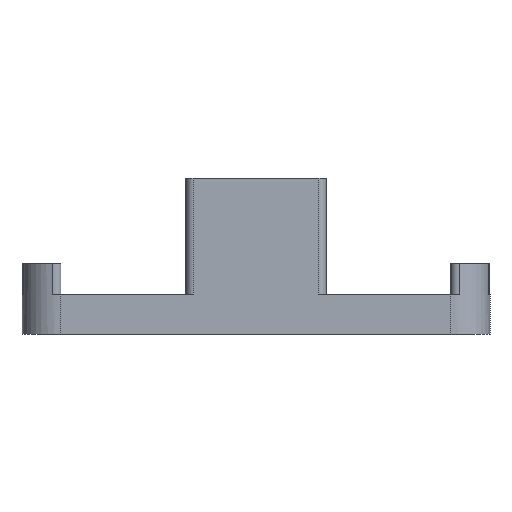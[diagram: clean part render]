
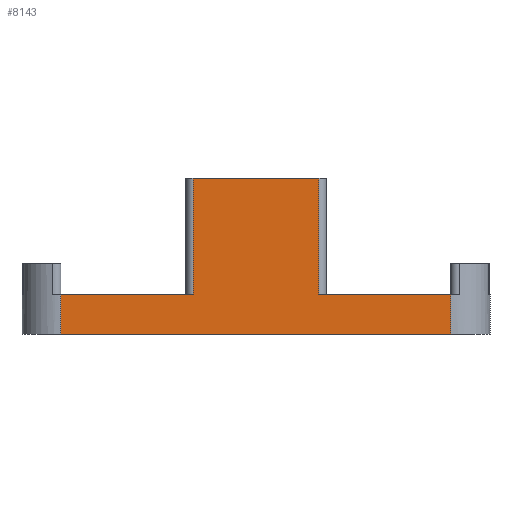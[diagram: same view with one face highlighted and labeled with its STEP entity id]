
A CAD part, left-side view. The second image highlights one B-rep face of the part: STEP entity #8143.
In plain terms, the highlighted planar face has unit normal (-1, 0, 0).
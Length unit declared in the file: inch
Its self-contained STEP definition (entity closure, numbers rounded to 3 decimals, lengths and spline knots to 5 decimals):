
#704=FACE_OUTER_BOUND('',#1166,.T.);
#1166=EDGE_LOOP('',(#5849,#5850,#5851,#5852,#5853,#5854,#5855,#5856));
#1577=LINE('',#10619,#2376);
#1669=LINE('',#10848,#2468);
#1676=LINE('',#10868,#2475);
#1853=LINE('',#11840,#2652);
#1875=LINE('',#11899,#2674);
#1883=LINE('',#11918,#2682);
#1884=LINE('',#11920,#2683);
#1885=LINE('',#11921,#2684);
#2376=VECTOR('',#9033,2.5);
#2468=VECTOR('',#9231,0.84725);
#2475=VECTOR('',#9246,0.84725);
#2652=VECTOR('',#9523,0.25);
#2674=VECTOR('',#9593,0.75);
#2682=VECTOR('',#9613,0.75);
#2683=VECTOR('',#9616,0.25);
#2684=VECTOR('',#9617,0.8055);
#3171=VERTEX_POINT('',#10616);
#3172=VERTEX_POINT('',#10618);
#3255=VERTEX_POINT('',#10845);
#3256=VERTEX_POINT('',#10847);
#3264=VERTEX_POINT('',#10865);
#3265=VERTEX_POINT('',#10867);
#3571=VERTEX_POINT('',#11897);
#3576=VERTEX_POINT('',#11916);
#3966=EDGE_CURVE('',#3172,#3171,#1577,.T.);
#4083=EDGE_CURVE('',#3255,#3256,#1669,.T.);
#4094=EDGE_CURVE('',#3264,#3265,#1676,.T.);
#4417=EDGE_CURVE('',#3172,#3255,#1853,.T.);
#4446=EDGE_CURVE('',#3571,#3264,#1875,.T.);
#4456=EDGE_CURVE('',#3256,#3576,#1883,.T.);
#4457=EDGE_CURVE('',#3265,#3171,#1884,.T.);
#4458=EDGE_CURVE('',#3571,#3576,#1885,.T.);
#5849=ORIENTED_EDGE('',*,*,#3966,.T.);
#5850=ORIENTED_EDGE('',*,*,#4457,.F.);
#5851=ORIENTED_EDGE('',*,*,#4094,.F.);
#5852=ORIENTED_EDGE('',*,*,#4446,.F.);
#5853=ORIENTED_EDGE('',*,*,#4458,.T.);
#5854=ORIENTED_EDGE('',*,*,#4456,.F.);
#5855=ORIENTED_EDGE('',*,*,#4083,.F.);
#5856=ORIENTED_EDGE('',*,*,#4417,.F.);
#7426=PLANE('',#8664);
#8143=ADVANCED_FACE('',(#704),#7426,.T.);
#8664=AXIS2_PLACEMENT_3D('',#11919,#9614,#9615);
#9033=DIRECTION('',(0.,-1.,0.));
#9231=DIRECTION('',(0.,-1.,0.));
#9246=DIRECTION('',(0.,-1.,0.));
#9523=DIRECTION('',(0.,0.,1.));
#9593=DIRECTION('',(0.,0.,-1.));
#9613=DIRECTION('',(0.,0.,1.));
#9614=DIRECTION('center_axis',(-1.,0.,0.));
#9615=DIRECTION('ref_axis',(0.,-1.,0.));
#9616=DIRECTION('',(0.,0.,-1.));
#9617=DIRECTION('',(0.,1.,0.));
#10616=CARTESIAN_POINT('',(-1.5,-1.25,0.));
#10618=CARTESIAN_POINT('',(-1.5,1.25,0.));
#10619=CARTESIAN_POINT('',(-1.5,1.5,0.));
#10845=CARTESIAN_POINT('',(-1.5,1.25,0.25));
#10847=CARTESIAN_POINT('',(-1.5,0.40275,0.25));
#10848=CARTESIAN_POINT('',(-1.5,1.5,0.25));
#10865=CARTESIAN_POINT('',(-1.5,-0.40275,0.25));
#10867=CARTESIAN_POINT('',(-1.5,-1.25,0.25));
#10868=CARTESIAN_POINT('',(-1.5,1.5,0.25));
#11840=CARTESIAN_POINT('',(-1.5,1.25,0.));
#11897=CARTESIAN_POINT('',(-1.5,-0.40275,1.));
#11899=CARTESIAN_POINT('',(-1.5,-0.40275,0.3125));
#11916=CARTESIAN_POINT('',(-1.5,0.40275,1.));
#11918=CARTESIAN_POINT('',(-1.5,0.40275,0.3125));
#11919=CARTESIAN_POINT('Origin',(-1.5,1.5,0.));
#11920=CARTESIAN_POINT('',(-1.5,-1.25,0.));
#11921=CARTESIAN_POINT('',(-1.5,0.34,1.));
